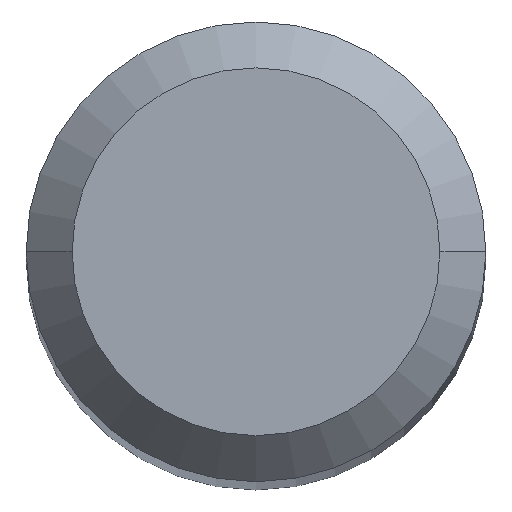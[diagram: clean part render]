
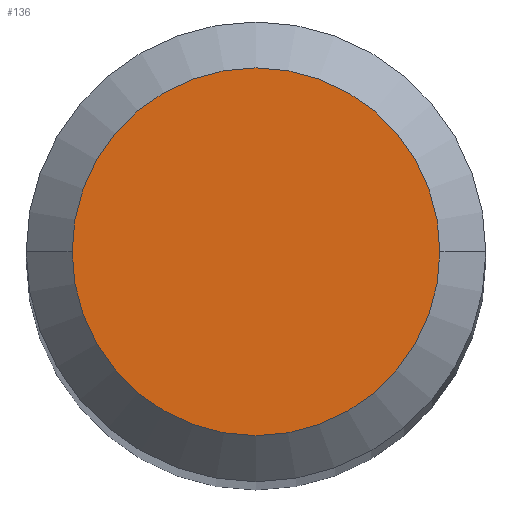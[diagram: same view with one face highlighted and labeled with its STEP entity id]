
A CAD part, top view. The second image highlights one B-rep face of the part: STEP entity #136.
In plain terms, the highlighted planar face has unit normal (0, 0, 1).
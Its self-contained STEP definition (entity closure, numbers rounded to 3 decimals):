
#26 = DIRECTION ( 'NONE',  ( -1., 0., 0. ) ) ;
#42 = DIRECTION ( 'NONE',  ( 0., 0., -1. ) ) ;
#62 = CARTESIAN_POINT ( 'NONE',  ( -1.2, 0., 38. ) ) ;
#90 = EDGE_LOOP ( 'NONE', ( #431, #220 ) ) ;
#136 = ADVANCED_FACE ( 'NONE', ( #196 ), #405, .F. ) ;
#146 = AXIS2_PLACEMENT_3D ( 'NONE', #382, #430, #26 ) ;
#190 = CIRCLE ( 'NONE', #387, 1.2 ) ;
#196 = FACE_OUTER_BOUND ( 'NONE', #90, .T. ) ;
#220 = ORIENTED_EDGE ( 'NONE', *, *, #341, .T. ) ;
#272 = EDGE_CURVE ( 'NONE', #450, #597, #190, .T. ) ;
#300 = CARTESIAN_POINT ( 'NONE',  ( 0., 0., 38. ) ) ;
#327 = AXIS2_PLACEMENT_3D ( 'NONE', #624, #42, #455 ) ;
#341 = EDGE_CURVE ( 'NONE', #597, #450, #444, .T. ) ;
#382 = CARTESIAN_POINT ( 'NONE',  ( 0., 0., 38. ) ) ;
#387 = AXIS2_PLACEMENT_3D ( 'NONE', #300, #581, #522 ) ;
#405 = PLANE ( 'NONE',  #327 ) ;
#430 = DIRECTION ( 'NONE',  ( 0., 0., 1. ) ) ;
#431 = ORIENTED_EDGE ( 'NONE', *, *, #272, .T. ) ;
#444 = CIRCLE ( 'NONE', #146, 1.2 ) ;
#450 = VERTEX_POINT ( 'NONE', #62 ) ;
#455 = DIRECTION ( 'NONE',  ( -1., 0., 0. ) ) ;
#488 = CARTESIAN_POINT ( 'NONE',  ( 1.2, 0., 38. ) ) ;
#522 = DIRECTION ( 'NONE',  ( -1., 0., 0. ) ) ;
#581 = DIRECTION ( 'NONE',  ( 0., 0., 1. ) ) ;
#597 = VERTEX_POINT ( 'NONE', #488 ) ;
#624 = CARTESIAN_POINT ( 'NONE',  ( 0., 0., 38. ) ) ;
